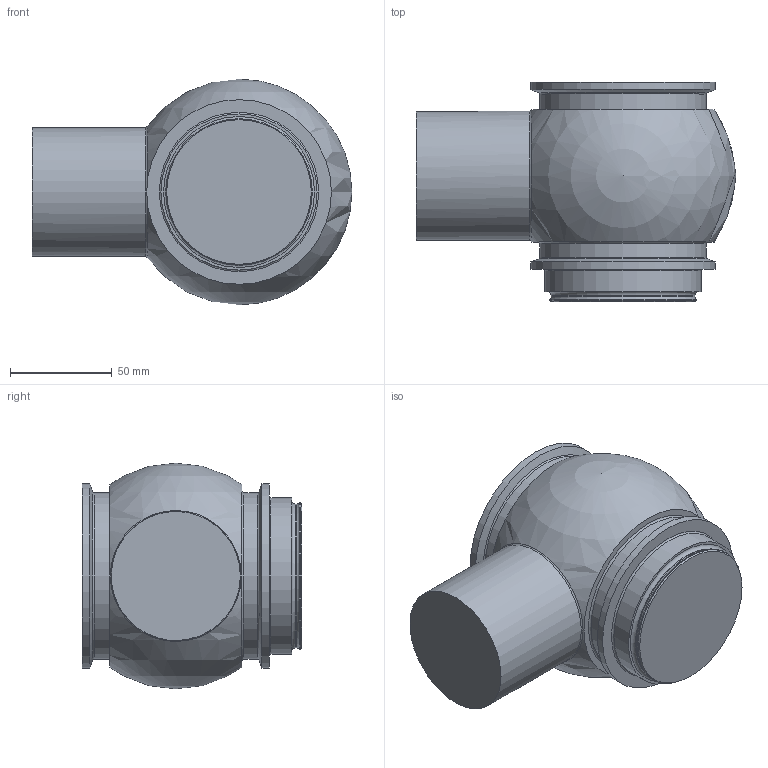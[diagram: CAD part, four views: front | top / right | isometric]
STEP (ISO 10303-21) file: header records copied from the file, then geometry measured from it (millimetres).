
FILE_DESCRIPTION(/* description */ ('STEP AP203'),/* implementation_level */ '2;1');
FILE_NAME(/* name */ '111232.STEP',/* time_stamp */ '2021-04-22T11:30:39+05:00',/* author */ ('H7M44K'),/* organization */ (''),/* preprocessor_version */ 'ST-DEVELOPER v18.1',/* originating_system */ 'Autodesk Inventor 2020',/* authorisation */ '');
FILE_SCHEMA (('AUTOMOTIVE_DESIGN { 1 0 10303 214 3 1 1 }'));
Length unit declared in the file: inch
Products named in the file (1): 111232
Bounding box: 157.4 x 108.15 x 111.1 mm (x, y, z)
Volume: 945507.8 mm3; surface area: 61219.3 mm2
Topology: 1 solids, 1 shells, 26 faces, 70 edges, 51 vertices
Faces by surface type: cylinder 8, torus 7, plane 7, cone 3, sphere 1
Full cylindrical faces by diameter (mm): 63.5 x1, 70.739 x1, 72.187 x1, 76.86 x1, 81.89 x2, 90.932 x2
Entity records: 908 total; most frequent: DIRECTION 179, CARTESIAN_POINT 146, ORIENTED_EDGE 136, AXIS2_PLACEMENT_3D 84, EDGE_CURVE 68, CIRCLE 57, VERTEX_POINT 51, EDGE_LOOP 33
